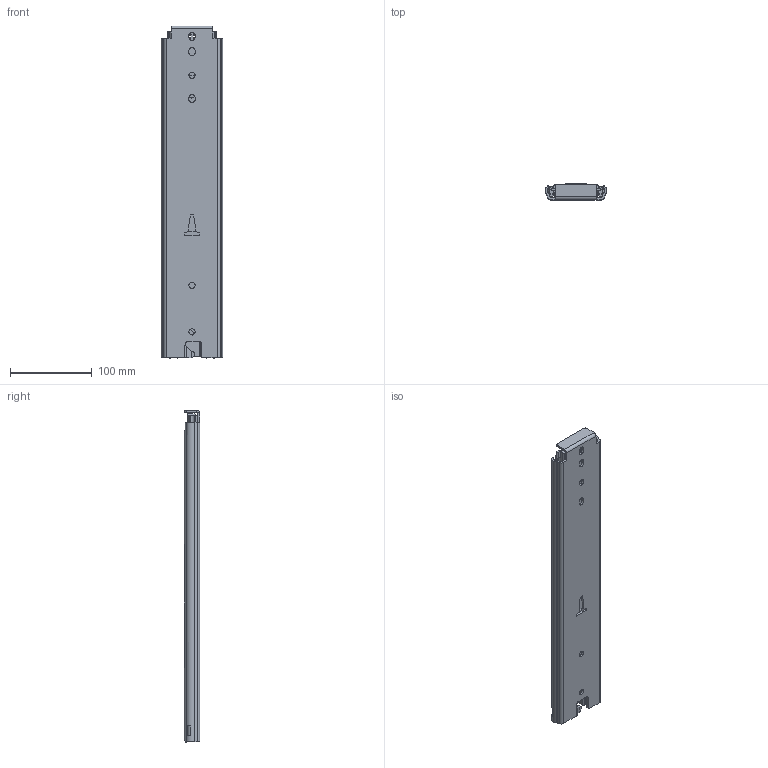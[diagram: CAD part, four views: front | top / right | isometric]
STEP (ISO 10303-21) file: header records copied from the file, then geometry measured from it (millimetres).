
FILE_DESCRIPTION((''),'2;1');
FILE_NAME('Schiene_406_kpl.stp','2014-08-20T20:07:46',('Bj�rn Melches'),(''),'Autodesk Inventor 2012','Autodesk Inventor 2012','');
FILE_SCHEMA(('AUTOMOTIVE_DESIGN { 1 0 10303 214 1 1 1 1 }'));
Length unit declared in the file: millimetre
Products named in the file (12): Schiene_406_kpl; Schiene breit 406,4 mm; Schiene mittig 406,4 mm kpl; Schiene mittig 406,4 mm; Puffer groß; Freigeber groß; Schiene schmal 406,4 mm kpl; Schiene schmal 406,4 mm; Kugelhalter_406,4_kpl; Kugelhalter_406,4; Kugel_9; Rolle
Assembly tree (20 placements, depth 3):
  Schiene_406_kpl
    Schiene breit 406,4 mm
    Schiene mittig 406,4 mm kpl
      Schiene mittig 406,4 mm
      Puffer groß
      Freigeber groß
    Schiene schmal 406,4 mm kpl
      Schiene schmal 406,4 mm
    Kugelhalter_406,4_kpl  x4
      Kugelhalter_406,4
      Kugel_9
    Rolle  x2
Bounding box: 75.3 x 19.2 x 406.5 mm (x, y, z)
Volume: 273895.6 mm3; surface area: 217048.1 mm2
Topology: 36 solids, 37 shells, 690 faces, 2090 edges, 1357 vertices
Faces by surface type: plane 372, cylinder 288, sphere 26, cone 4
Full cylindrical faces by diameter (mm): 3 x1, 4 x1, 4.5 x1, 5 x2, 6 x1, 6.4 x1, 6.5 x3, 7.5 x3, 9 x26, 12 x1, 12.6 x1, 26 x2
Entity records: 20087 total; most frequent: CARTESIAN_POINT 4023, ORIENTED_EDGE 3320, DIRECTION 3289, EDGE_CURVE 1660, VERTEX_POINT 1101, AXIS2_PLACEMENT_3D 1099, VECTOR 1091, LINE 1091
